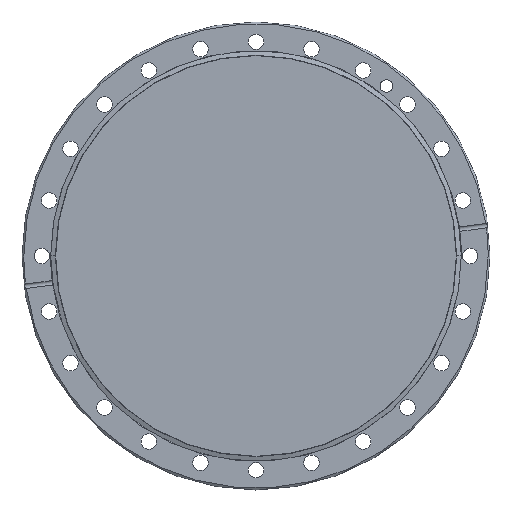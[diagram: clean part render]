
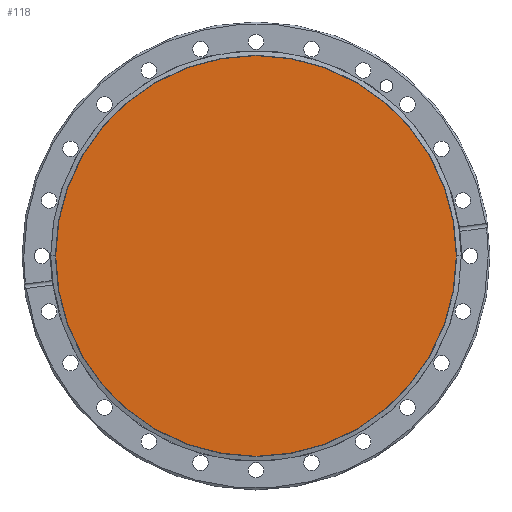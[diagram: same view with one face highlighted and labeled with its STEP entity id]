
A CAD part, top view. The second image highlights one B-rep face of the part: STEP entity #118.
In plain terms, the highlighted planar face has unit normal (0, 0, 1).
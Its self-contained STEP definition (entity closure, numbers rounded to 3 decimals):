
#60 = CARTESIAN_POINT ( 'NONE',  ( 0., 0., -1.2 ) ) ;
#107 = AXIS2_PLACEMENT_3D ( 'NONE', #403, #243, #232 ) ;
#118 = ADVANCED_FACE ( 'NONE', ( #990 ), #370, .T. ) ;
#232 = DIRECTION ( 'NONE',  ( 1., 0., 0. ) ) ;
#243 = DIRECTION ( 'NONE',  ( 0., 0., 1. ) ) ;
#274 = DIRECTION ( 'NONE',  ( 1., 0., 0. ) ) ;
#370 = PLANE ( 'NONE',  #107 ) ;
#383 = CARTESIAN_POINT ( 'NONE',  ( 108.398, 0., -1.2 ) ) ;
#403 = CARTESIAN_POINT ( 'NONE',  ( 0., 0., -1.2 ) ) ;
#990 = FACE_OUTER_BOUND ( 'NONE', #1691, .T. ) ;
#1039 = CIRCLE ( 'NONE', #1275, 108.398 ) ;
#1080 = CARTESIAN_POINT ( 'NONE',  ( -108.398, 0., -1.2 ) ) ;
#1134 = DIRECTION ( 'NONE',  ( 0., 0., 1. ) ) ;
#1169 = VERTEX_POINT ( 'NONE', #383 ) ;
#1275 = AXIS2_PLACEMENT_3D ( 'NONE', #2365, #1134, #2557 ) ;
#1288 = AXIS2_PLACEMENT_3D ( 'NONE', #60, #1531, #274 ) ;
#1292 = EDGE_CURVE ( 'NONE', #1757, #1169, #2539, .T. ) ;
#1531 = DIRECTION ( 'NONE',  ( 0., 0., 1. ) ) ;
#1691 = EDGE_LOOP ( 'NONE', ( #2237, #2541 ) ) ;
#1757 = VERTEX_POINT ( 'NONE', #1080 ) ;
#1945 = EDGE_CURVE ( 'NONE', #1169, #1757, #1039, .T. ) ;
#2237 = ORIENTED_EDGE ( 'NONE', *, *, #1945, .T. ) ;
#2365 = CARTESIAN_POINT ( 'NONE',  ( 0., 0., -1.2 ) ) ;
#2539 = CIRCLE ( 'NONE', #1288, 108.398 ) ;
#2541 = ORIENTED_EDGE ( 'NONE', *, *, #1292, .T. ) ;
#2557 = DIRECTION ( 'NONE',  ( 1., 0., 0. ) ) ;
